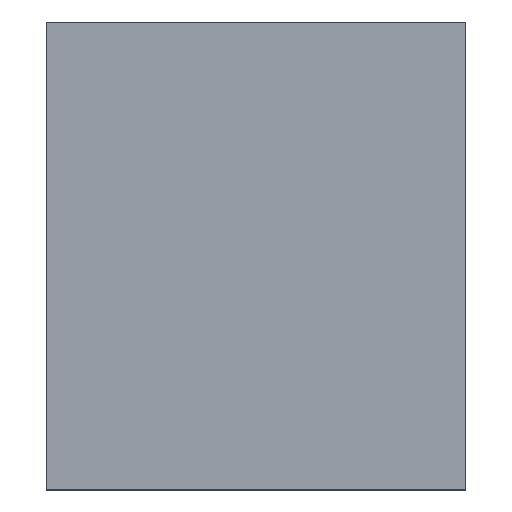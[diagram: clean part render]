
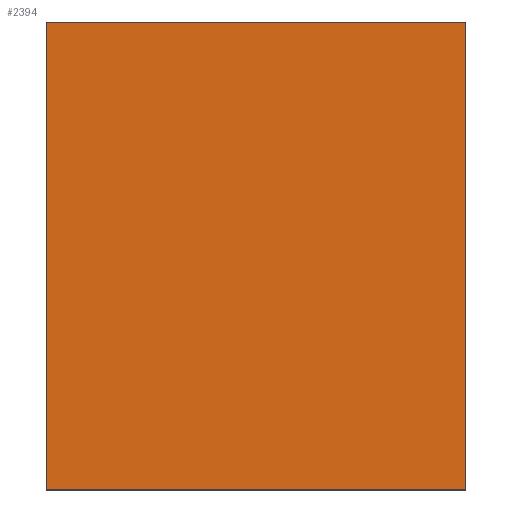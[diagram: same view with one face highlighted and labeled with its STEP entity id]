
A CAD part, top view. The second image highlights one B-rep face of the part: STEP entity #2394.
In plain terms, the highlighted planar face has unit normal (0, 0, 1).
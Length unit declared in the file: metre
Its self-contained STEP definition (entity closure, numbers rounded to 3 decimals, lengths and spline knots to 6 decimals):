
#173=VECTOR('',#3085,1.);
#176=VECTOR('',#3088,1.);
#179=VECTOR('',#3091,1.);
#180=VECTOR('',#3092,1.);
#549=LINE('',#3776,#173);
#552=LINE('',#3782,#176);
#555=LINE('',#3786,#179);
#556=LINE('',#3787,#180);
#924=VERTEX_POINT('',#3773);
#925=VERTEX_POINT('',#3775);
#927=VERTEX_POINT('',#3779);
#928=VERTEX_POINT('',#3781);
#1225=EDGE_CURVE('',#925,#924,#549,.T.);
#1228=EDGE_CURVE('',#928,#927,#552,.T.);
#1231=EDGE_CURVE('',#924,#928,#555,.T.);
#1232=EDGE_CURVE('',#927,#925,#556,.T.);
#1608=ORIENTED_EDGE('',*,*,#1231,.T.);
#1609=ORIENTED_EDGE('',*,*,#1228,.T.);
#1610=ORIENTED_EDGE('',*,*,#1232,.T.);
#1611=ORIENTED_EDGE('',*,*,#1225,.T.);
#2086=EDGE_LOOP('',(#1608,#1609,#1610,#1611));
#2164=FACE_OUTER_BOUND('',#2086,.T.);
#2279=PLANE('',#4254);
#2394=ADVANCED_FACE('',(#2164),#2279,.T.);
#2778=DIRECTION('',(0.,0.,1.));
#2779=DIRECTION('',(0.,-1.,0.));
#3085=DIRECTION('',(-1.,0.,0.));
#3088=DIRECTION('',(1.,0.,0.));
#3091=DIRECTION('',(0.,-1.,0.));
#3092=DIRECTION('',(0.,1.,0.));
#3380=CARTESIAN_POINT('',(0.,0.,0.016));
#3773=CARTESIAN_POINT('',(-7.146036,0.254,0.016));
#3775=CARTESIAN_POINT('',(0.254,0.254,0.016));
#3776=CARTESIAN_POINT('',(0.254,0.254,0.016));
#3779=CARTESIAN_POINT('',(0.254,-7.996174,0.016));
#3781=CARTESIAN_POINT('',(-7.146036,-7.996174,0.016));
#3782=CARTESIAN_POINT('',(-7.146036,-7.996174,0.016));
#3786=CARTESIAN_POINT('',(-7.146036,0.254,0.016));
#3787=CARTESIAN_POINT('',(0.254,-7.996174,0.016));
#4254=AXIS2_PLACEMENT_3D('',#3380,#2778,#2779);
